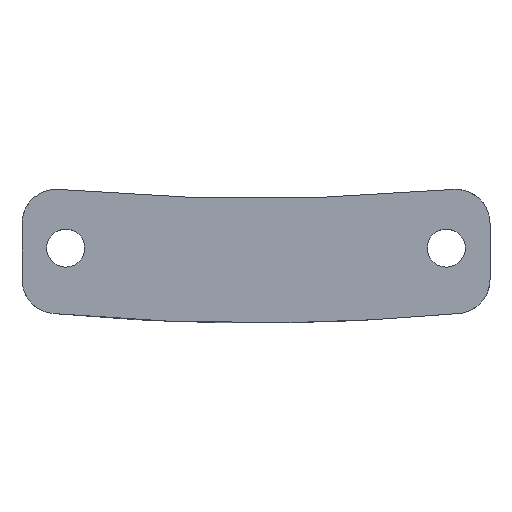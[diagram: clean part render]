
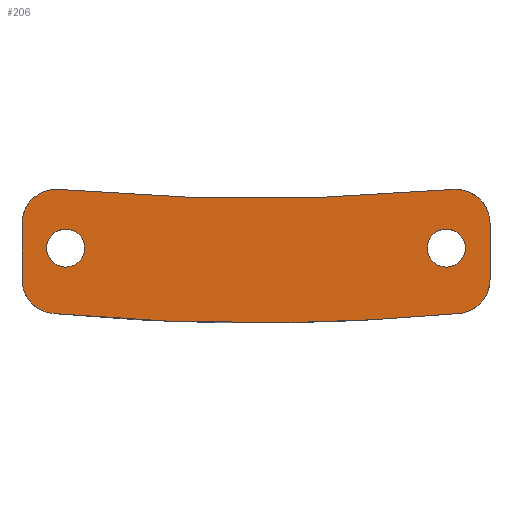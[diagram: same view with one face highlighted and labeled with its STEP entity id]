
A CAD part, top view. The second image highlights one B-rep face of the part: STEP entity #206.
In plain terms, the highlighted planar face has unit normal (0, 0, 1).
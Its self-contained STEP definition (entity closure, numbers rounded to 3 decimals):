
#19=FACE_BOUND('',#61,.T.);
#20=FACE_BOUND('',#62,.T.);
#23=CIRCLE('',#232,3.05);
#24=CIRCLE('',#233,3.05);
#27=(
BOUNDED_CURVE()
B_SPLINE_CURVE(2,(#331,#332,#333),.UNSPECIFIED.,.F.,.F.)
B_SPLINE_CURVE_WITH_KNOTS((3,3),(0.6,6.921),
 .UNSPECIFIED.)
CURVE()
GEOMETRIC_REPRESENTATION_ITEM()
RATIONAL_B_SPLINE_CURVE((1.,1.,1.))
REPRESENTATION_ITEM('')
);
#28=(
BOUNDED_CURVE()
B_SPLINE_CURVE(2,(#355,#356,#357),.UNSPECIFIED.,.F.,.F.)
B_SPLINE_CURVE_WITH_KNOTS((3,3),(0.503,7.023),
 .UNSPECIFIED.)
CURVE()
GEOMETRIC_REPRESENTATION_ITEM()
RATIONAL_B_SPLINE_CURVE((1.,1.,1.))
REPRESENTATION_ITEM('')
);
#31=LINE('',#318,#37);
#32=LINE('',#346,#38);
#37=VECTOR('',#245,10.);
#38=VECTOR('',#246,10.);
#43=PLANE('',#231);
#48=FACE_OUTER_BOUND('',#60,.T.);
#60=EDGE_LOOP('',(#145,#146,#147,#148,#149,#150,#151,#152));
#61=EDGE_LOOP('',(#153));
#62=EDGE_LOOP('',(#154));
#77=B_SPLINE_CURVE_WITH_KNOTS('',3,(#305,#306,#307,#308,#309,#310,#311),
 .UNSPECIFIED.,.F.,.F.,(4,3,4),(0.,0.35,0.816),
 .UNSPECIFIED.);
#79=B_SPLINE_CURVE_WITH_KNOTS('',3,(#320,#321,#322,#323,#324,#325,#326,
#327,#328,#329),.UNSPECIFIED.,.F.,.F.,(4,3,3,4),(0.,0.392,0.654,
0.915),.UNSPECIFIED.);
#80=B_SPLINE_CURVE_WITH_KNOTS('',3,(#335,#336,#337,#338,#339,#340,#341,
#342,#343,#344),.UNSPECIFIED.,.F.,.F.,(4,3,3,4),(0.,0.392,0.654,
0.915),.UNSPECIFIED.);
#81=B_SPLINE_CURVE_WITH_KNOTS('',3,(#348,#349,#350,#351,#352,#353,#354),
 .UNSPECIFIED.,.F.,.F.,(4,3,4),(0.,0.349,0.815),
 .UNSPECIFIED.);
#93=VERTEX_POINT('',#299);
#94=VERTEX_POINT('',#304);
#95=VERTEX_POINT('',#317);
#96=VERTEX_POINT('',#319);
#97=VERTEX_POINT('',#330);
#98=VERTEX_POINT('',#334);
#99=VERTEX_POINT('',#345);
#100=VERTEX_POINT('',#347);
#101=VERTEX_POINT('',#358);
#102=VERTEX_POINT('',#360);
#113=EDGE_CURVE('',#93,#94,#77,.T.);
#115=EDGE_CURVE('',#93,#95,#31,.T.);
#116=EDGE_CURVE('',#96,#95,#79,.T.);
#117=EDGE_CURVE('',#97,#96,#27,.T.);
#118=EDGE_CURVE('',#98,#97,#80,.T.);
#119=EDGE_CURVE('',#98,#99,#32,.T.);
#120=EDGE_CURVE('',#100,#99,#81,.T.);
#121=EDGE_CURVE('',#100,#94,#28,.T.);
#122=EDGE_CURVE('',#101,#101,#23,.T.);
#123=EDGE_CURVE('',#102,#102,#24,.T.);
#145=ORIENTED_EDGE('',*,*,#113,.F.);
#146=ORIENTED_EDGE('',*,*,#115,.T.);
#147=ORIENTED_EDGE('',*,*,#116,.F.);
#148=ORIENTED_EDGE('',*,*,#117,.F.);
#149=ORIENTED_EDGE('',*,*,#118,.F.);
#150=ORIENTED_EDGE('',*,*,#119,.T.);
#151=ORIENTED_EDGE('',*,*,#120,.F.);
#152=ORIENTED_EDGE('',*,*,#121,.T.);
#153=ORIENTED_EDGE('',*,*,#122,.F.);
#154=ORIENTED_EDGE('',*,*,#123,.F.);
#206=ADVANCED_FACE('',(#48,#19,#20),#43,.F.);
#231=AXIS2_PLACEMENT_3D('',#316,#243,#244);
#232=AXIS2_PLACEMENT_3D('',#359,#247,#248);
#233=AXIS2_PLACEMENT_3D('',#361,#249,#250);
#243=DIRECTION('center_axis',(0.,0.,
-1.));
#244=DIRECTION('ref_axis',(1.,0.,0.));
#245=DIRECTION('',(0.,1.,0.));
#246=DIRECTION('',(0.,-1.,0.));
#247=DIRECTION('center_axis',(0.,0.,
1.));
#248=DIRECTION('ref_axis',(1.,0.,0.));
#249=DIRECTION('center_axis',(0.,0.,
1.));
#250=DIRECTION('ref_axis',(1.,0.,0.));
#299=CARTESIAN_POINT('',(12.55,-4.59,0.05));
#304=CARTESIAN_POINT('',(7.553,-10.067,0.05));
#305=CARTESIAN_POINT('Ctrl Pts',(12.55,-4.59,0.05));
#306=CARTESIAN_POINT('Ctrl Pts',(12.55,-5.752,0.05));
#307=CARTESIAN_POINT('Ctrl Pts',(12.171,-6.917,0.05));
#308=CARTESIAN_POINT('Ctrl Pts',(11.482,-7.85,0.05));
#309=CARTESIAN_POINT('Ctrl Pts',(10.564,-9.094,0.05));
#310=CARTESIAN_POINT('Ctrl Pts',(9.097,-9.925,0.05));
#311=CARTESIAN_POINT('Ctrl Pts',(7.553,-10.067,0.05));
#316=CARTESIAN_POINT('Origin',(-25.,-1.573,0.05));
#317=CARTESIAN_POINT('',(12.55,4.362,0.05));
#318=CARTESIAN_POINT('',(12.55,-9.573,0.05));
#319=CARTESIAN_POINT('',(6.56,9.84,0.05));
#320=CARTESIAN_POINT('Ctrl Pts',(6.56,9.84,0.05));
#321=CARTESIAN_POINT('Ctrl Pts',(7.859,9.956,0.05));
#322=CARTESIAN_POINT('Ctrl Pts',(9.196,9.59,0.05));
#323=CARTESIAN_POINT('Ctrl Pts',(10.255,8.831,0.05));
#324=CARTESIAN_POINT('Ctrl Pts',(10.962,8.326,0.05));
#325=CARTESIAN_POINT('Ctrl Pts',(11.546,7.646,0.05));
#326=CARTESIAN_POINT('Ctrl Pts',(11.943,6.873,0.05));
#327=CARTESIAN_POINT('Ctrl Pts',(12.34,6.099,0.05));
#328=CARTESIAN_POINT('Ctrl Pts',(12.55,5.231,0.05));
#329=CARTESIAN_POINT('Ctrl Pts',(12.55,4.362,0.05));
#330=CARTESIAN_POINT('',(-56.56,9.84,0.05));
#331=CARTESIAN_POINT('Ctrl Pts',(-56.56,9.84,0.05));
#332=CARTESIAN_POINT('Ctrl Pts',(-25.,7.014,0.05));
#333=CARTESIAN_POINT('Ctrl Pts',(6.56,9.84,0.05));
#334=CARTESIAN_POINT('',(-62.55,4.362,0.05));
#335=CARTESIAN_POINT('Ctrl Pts',(-62.55,4.362,0.05));
#336=CARTESIAN_POINT('Ctrl Pts',(-62.55,5.666,0.05));
#337=CARTESIAN_POINT('Ctrl Pts',(-62.065,6.965,0.05));
#338=CARTESIAN_POINT('Ctrl Pts',(-61.215,7.953,0.05));
#339=CARTESIAN_POINT('Ctrl Pts',(-60.648,8.611,0.05));
#340=CARTESIAN_POINT('Ctrl Pts',(-59.92,9.132,0.05));
#341=CARTESIAN_POINT('Ctrl Pts',(-59.114,9.459,0.05));
#342=CARTESIAN_POINT('Ctrl Pts',(-58.308,9.785,0.05));
#343=CARTESIAN_POINT('Ctrl Pts',(-57.426,9.917,0.05));
#344=CARTESIAN_POINT('Ctrl Pts',(-56.56,9.84,0.05));
#345=CARTESIAN_POINT('',(-62.55,-4.596,0.05));
#346=CARTESIAN_POINT('',(-62.55,10.427,0.05));
#347=CARTESIAN_POINT('',(-57.558,-10.072,0.05));
#348=CARTESIAN_POINT('Ctrl Pts',(-57.558,-10.072,0.05));
#349=CARTESIAN_POINT('Ctrl Pts',(-58.715,-9.965,0.05));
#350=CARTESIAN_POINT('Ctrl Pts',(-59.838,-9.479,0.05));
#351=CARTESIAN_POINT('Ctrl Pts',(-60.703,-8.708,0.05));
#352=CARTESIAN_POINT('Ctrl Pts',(-61.856,-7.68,0.05));
#353=CARTESIAN_POINT('Ctrl Pts',(-62.55,-6.144,0.05));
#354=CARTESIAN_POINT('Ctrl Pts',(-62.55,-4.596,0.05));
#355=CARTESIAN_POINT('Ctrl Pts',(-57.558,-10.072,0.05));
#356=CARTESIAN_POINT('Ctrl Pts',(-25.182,-13.076,0.05));
#357=CARTESIAN_POINT('Ctrl Pts',(7.553,-10.067,0.05));
#358=CARTESIAN_POINT('',(2.5,0.427,0.05));
#359=CARTESIAN_POINT('Origin',(5.55,0.427,0.05));
#360=CARTESIAN_POINT('',(-58.6,0.427,0.05));
#361=CARTESIAN_POINT('Origin',(-55.55,0.427,0.05));
